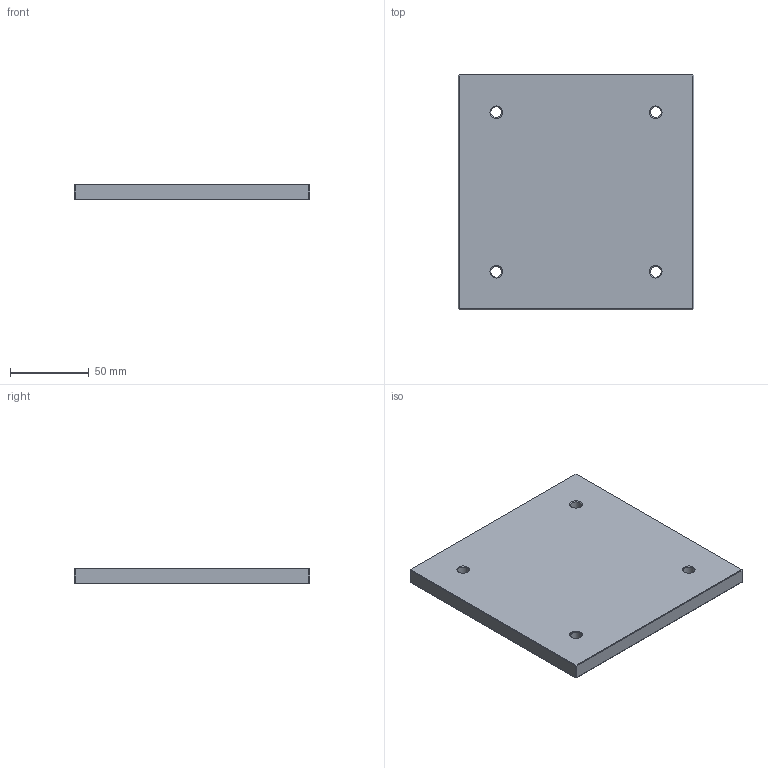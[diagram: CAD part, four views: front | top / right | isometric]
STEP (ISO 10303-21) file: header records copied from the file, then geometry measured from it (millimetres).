
FILE_DESCRIPTION(/* description */ (''),/* implementation_level */ '2;1');
FILE_NAME(/* name */ 'Flat Target v3.step',/* time_stamp */ '2019-12-02T21:22:10-05:00',/* author */ (''),/* organization */ (''),/* preprocessor_version */ 'ST-DEVELOPER v18',/* originating_system */ 'Autodesk Translation Framework v8.12.0.6',/* authorisation */ '');
FILE_SCHEMA (('AUTOMOTIVE_DESIGN { 1 0 10303 214 3 1 1 }'));
Length unit declared in the file: millimetre
Products named in the file (1): Flat Target
Bounding box: 150 x 150 x 10 mm (x, y, z)
Volume: 223283.2 mm3; surface area: 51158.9 mm2
Topology: 1 solids, 1 shells, 38 faces, 80 edges, 44 vertices
Faces by surface type: plane 26, cone 8, cylinder 4
Full cylindrical faces by diameter (mm): 7 x4
Entity records: 1036 total; most frequent: DIRECTION 178, CARTESIAN_POINT 163, ORIENTED_EDGE 160, EDGE_CURVE 80, LINE 60, VECTOR 60, AXIS2_PLACEMENT_3D 59, EDGE_LOOP 46
